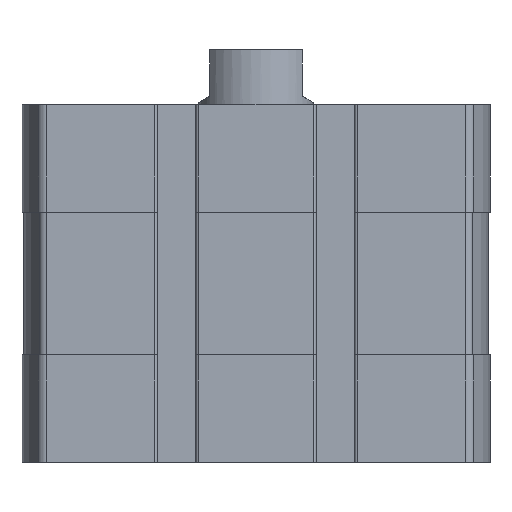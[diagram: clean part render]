
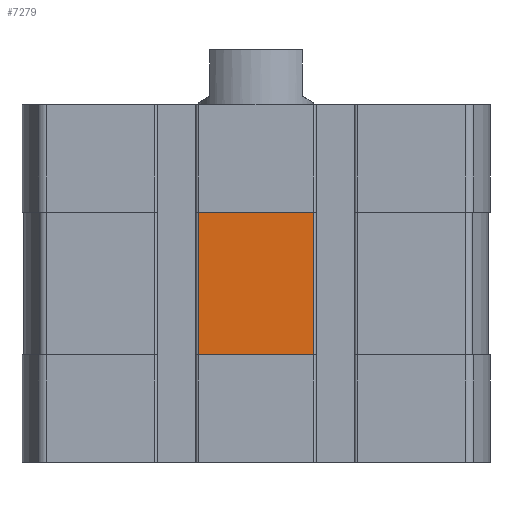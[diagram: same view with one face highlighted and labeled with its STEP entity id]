
A CAD part, left-side view. The second image highlights one B-rep face of the part: STEP entity #7279.
In plain terms, the highlighted planar face has unit normal (-1, 0, 0).
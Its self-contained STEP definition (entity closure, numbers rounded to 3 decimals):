
#97=PLANE('',#7996);
#765=LINE('',#12122,#1361);
#766=LINE('',#12125,#1362);
#767=LINE('',#12127,#1363);
#768=LINE('',#12129,#1364);
#1361=VECTOR('',#9662,1000.);
#1362=VECTOR('',#9663,1000.);
#1363=VECTOR('',#9664,1000.);
#1364=VECTOR('',#9665,1000.);
#2663=ORIENTED_EDGE('',*,*,#4417,.F.);
#2664=ORIENTED_EDGE('',*,*,#4418,.F.);
#2665=ORIENTED_EDGE('',*,*,#4419,.T.);
#2666=ORIENTED_EDGE('',*,*,#4420,.T.);
#4417=EDGE_CURVE('',#5318,#5319,#765,.T.);
#4418=EDGE_CURVE('',#5320,#5318,#766,.T.);
#4419=EDGE_CURVE('',#5320,#5321,#767,.T.);
#4420=EDGE_CURVE('',#5321,#5319,#768,.T.);
#5318=VERTEX_POINT('',#12123);
#5319=VERTEX_POINT('',#12124);
#5320=VERTEX_POINT('',#12126);
#5321=VERTEX_POINT('',#12128);
#6103=EDGE_LOOP('',(#2663,#2664,#2665,#2666));
#6613=FACE_BOUND('',#6103,.T.);
#7279=ADVANCED_FACE('',(#6613),#97,.T.);
#7996=AXIS2_PLACEMENT_3D('',#12121,#9660,#9661);
#9660=DIRECTION('',(-1.,0.,0.));
#9661=DIRECTION('',(0.,0.,1.));
#9662=DIRECTION('',(0.,-1.,0.));
#9663=DIRECTION('',(0.,0.,1.));
#9664=DIRECTION('',(0.,-1.,0.));
#9665=DIRECTION('',(0.,0.,1.));
#12121=CARTESIAN_POINT('',(-32.5,8.,-35.));
#12122=CARTESIAN_POINT('',(-32.5,8.,-15.));
#12123=CARTESIAN_POINT('',(-32.5,8.,-15.));
#12124=CARTESIAN_POINT('',(-32.5,-8.,-15.));
#12125=CARTESIAN_POINT('',(-32.5,8.,-35.));
#12126=CARTESIAN_POINT('',(-32.5,8.,-35.));
#12127=CARTESIAN_POINT('',(-32.5,8.,-35.));
#12128=CARTESIAN_POINT('',(-32.5,-8.,-35.));
#12129=CARTESIAN_POINT('',(-32.5,-8.,-35.));
